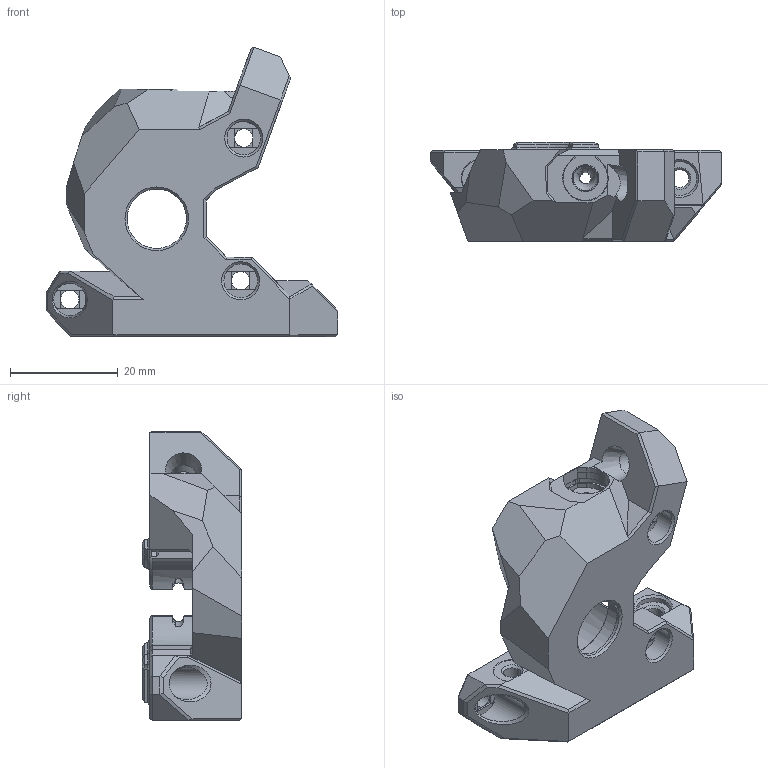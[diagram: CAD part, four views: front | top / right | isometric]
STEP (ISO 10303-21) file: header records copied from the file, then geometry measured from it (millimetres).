
FILE_DESCRIPTION(/* description */ ('STEP AP242'),/* implementation_level */ '2;1');
FILE_NAME(/* name */ 'WWG2 front plate.step',/* time_stamp */ '2025-04-24T20:38:30+01:00',/* author */ (''),/* organization */ (''),/* preprocessor_version */ 'ST-DEVELOPER v20.1',/* originating_system */ 'Autodesk Translation Framework v14.4.0.0',/* authorisation */ '');
FILE_SCHEMA (('AUTOMOTIVE_DESIGN { 1 0 10303 214 3 1 1 }'));
Length unit declared in the file: millimetre
Products named in the file (2): Xol-Carriage_MGN12H_Monolith_BETA2 [assembly]; WWG2_Dual_FS
Assembly tree (1 placements, depth 2):
  Xol-Carriage_MGN12H_Monolith_BETA2 [assembly]
    WWG2_Dual_FS
Bounding box: 54.06 x 18.39 x 53.69 mm (x, y, z)
Volume: 15493.5 mm3; surface area: 8565.6 mm2
Topology: 1 solids, 1 shells, 361 faces, 966 edges, 607 vertices
Faces by surface type: plane 265, cone 44, cylinder 43, bspline 6, sphere 2, torus 1
Full cylindrical faces by diameter (mm): 1.6 x4, 3.2 x1, 3.3 x1, 3.4 x3, 3.7 x1, 4.7 x1, 5 x1, 6 x1, 6.2 x2, 6.25 x3, 11 x1, 14.2 x1
Entity records: 12610 total; most frequent: CARTESIAN_POINT 3571, ORIENTED_EDGE 1932, DIRECTION 1802, EDGE_CURVE 966, LINE 688, VECTOR 688, VERTEX_POINT 607, AXIS2_PLACEMENT_3D 557
